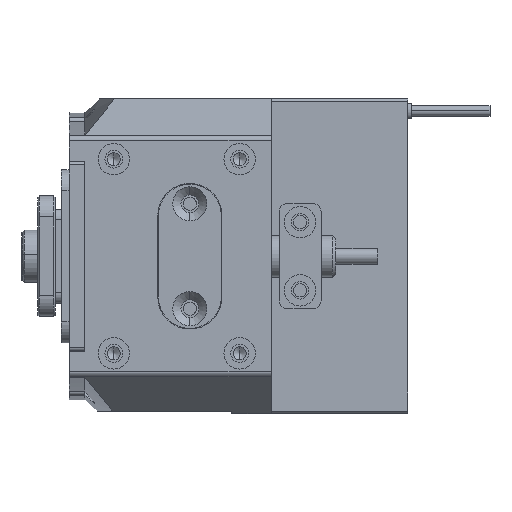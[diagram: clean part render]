
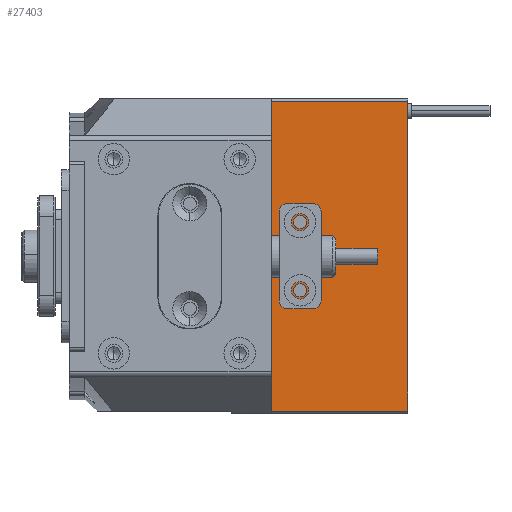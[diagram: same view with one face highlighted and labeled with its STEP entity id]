
A CAD part, left-side view. The second image highlights one B-rep face of the part: STEP entity #27403.
In plain terms, the highlighted planar face has unit normal (-1, 0, 0).
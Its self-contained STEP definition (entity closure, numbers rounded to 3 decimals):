
#1426 = CARTESIAN_POINT ( 'NONE',  ( -51., -37.5, -29.5 ) ) ;
#1907 = ORIENTED_EDGE ( 'NONE', *, *, #31944, .F. ) ;
#2655 = VERTEX_POINT ( 'NONE', #3178 ) ;
#3178 = CARTESIAN_POINT ( 'NONE',  ( -51., -11.5, -29.5 ) ) ;
#4528 = LINE ( 'NONE', #1426, #26695 ) ;
#5374 = CARTESIAN_POINT ( 'NONE',  ( -51., -17., 6.5 ) ) ;
#6589 = DIRECTION ( 'NONE',  ( 1., 0., 0. ) ) ;
#6610 = VERTEX_POINT ( 'NONE', #28700 ) ;
#7469 = EDGE_CURVE ( 'NONE', #35630, #2655, #28907, .T. ) ;
#7892 = VECTOR ( 'NONE', #42046, 1000. ) ;
#8328 = FACE_OUTER_BOUND ( 'NONE', #40826, .T. ) ;
#9788 = CIRCLE ( 'NONE', #30315, 1.25 ) ;
#10452 = EDGE_LOOP ( 'NONE', ( #1907, #32049 ) ) ;
#10926 = VERTEX_POINT ( 'NONE', #30701 ) ;
#12027 = ORIENTED_EDGE ( 'NONE', *, *, #7469, .T. ) ;
#12623 = AXIS2_PLACEMENT_3D ( 'NONE', #40447, #19390, #26054 ) ;
#13185 = VERTEX_POINT ( 'NONE', #31455 ) ;
#13685 = CARTESIAN_POINT ( 'NONE',  ( -51., -11.5, 29.5 ) ) ;
#13989 = FACE_BOUND ( 'NONE', #32792, .T. ) ;
#14955 = CARTESIAN_POINT ( 'NONE',  ( -51., -17., -7.75 ) ) ;
#15318 = ORIENTED_EDGE ( 'NONE', *, *, #17542, .F. ) ;
#16459 = VERTEX_POINT ( 'NONE', #14955 ) ;
#16622 = VERTEX_POINT ( 'NONE', #16655 ) ;
#16655 = CARTESIAN_POINT ( 'NONE',  ( -51., -17., -5.25 ) ) ;
#17542 = EDGE_CURVE ( 'NONE', #13185, #29739, #24514, .T. ) ;
#17546 = DIRECTION ( 'NONE',  ( 0., 0., 1. ) ) ;
#18026 = ORIENTED_EDGE ( 'NONE', *, *, #23784, .T. ) ;
#19081 = DIRECTION ( 'NONE',  ( 0., 0., 1. ) ) ;
#19233 = CARTESIAN_POINT ( 'NONE',  ( -51., -17., -6.5 ) ) ;
#19390 = DIRECTION ( 'NONE',  ( -1., 0., 0. ) ) ;
#19776 = AXIS2_PLACEMENT_3D ( 'NONE', #38913, #28325, #17546 ) ;
#23239 = CIRCLE ( 'NONE', #12623, 1.25 ) ;
#23784 = EDGE_CURVE ( 'NONE', #2655, #29739, #4528, .T. ) ;
#24514 = LINE ( 'NONE', #29117, #26799 ) ;
#26054 = DIRECTION ( 'NONE',  ( 0., 0., 1. ) ) ;
#26535 = DIRECTION ( 'NONE',  ( -1., 0., 0. ) ) ;
#26695 = VECTOR ( 'NONE', #41233, 1000. ) ;
#26799 = VECTOR ( 'NONE', #36553, 1000. ) ;
#27403 = ADVANCED_FACE ( 'NONE', ( #13989, #45761, #8328 ), #31982, .F. ) ;
#27420 = EDGE_CURVE ( 'NONE', #10926, #6610, #36140, .T. ) ;
#28325 = DIRECTION ( 'NONE',  ( -1., 0., 0. ) ) ;
#28655 = VECTOR ( 'NONE', #38139, 1000. ) ;
#28700 = CARTESIAN_POINT ( 'NONE',  ( -51., -17., 5.25 ) ) ;
#28907 = LINE ( 'NONE', #38996, #7892 ) ;
#29117 = CARTESIAN_POINT ( 'NONE',  ( -51., -37.5, 30. ) ) ;
#29138 = ORIENTED_EDGE ( 'NONE', *, *, #43729, .F. ) ;
#29710 = CARTESIAN_POINT ( 'NONE',  ( -51., -37.5, -29.5 ) ) ;
#29739 = VERTEX_POINT ( 'NONE', #29710 ) ;
#30315 = AXIS2_PLACEMENT_3D ( 'NONE', #5374, #45010, #33956 ) ;
#30701 = CARTESIAN_POINT ( 'NONE',  ( -51., -17., 7.75 ) ) ;
#31166 = ORIENTED_EDGE ( 'NONE', *, *, #42626, .T. ) ;
#31455 = CARTESIAN_POINT ( 'NONE',  ( -51., -37.5, 29.5 ) ) ;
#31944 = EDGE_CURVE ( 'NONE', #16622, #16459, #23239, .T. ) ;
#31982 = PLANE ( 'NONE',  #44958 ) ;
#32049 = ORIENTED_EDGE ( 'NONE', *, *, #44787, .F. ) ;
#32141 = CARTESIAN_POINT ( 'NONE',  ( -51., -37.5, 30. ) ) ;
#32792 = EDGE_LOOP ( 'NONE', ( #39162, #29138 ) ) ;
#33956 = DIRECTION ( 'NONE',  ( 0., 0., 1. ) ) ;
#35457 = DIRECTION ( 'NONE',  ( 0., 1., 0. ) ) ;
#35630 = VERTEX_POINT ( 'NONE', #13685 ) ;
#35784 = AXIS2_PLACEMENT_3D ( 'NONE', #19233, #26535, #19081 ) ;
#36140 = CIRCLE ( 'NONE', #19776, 1.25 ) ;
#36553 = DIRECTION ( 'NONE',  ( 0., 0., -1. ) ) ;
#38139 = DIRECTION ( 'NONE',  ( 0., 1., 0. ) ) ;
#38913 = CARTESIAN_POINT ( 'NONE',  ( -51., -17., 6.5 ) ) ;
#38996 = CARTESIAN_POINT ( 'NONE',  ( -51., -11.5, 30. ) ) ;
#39162 = ORIENTED_EDGE ( 'NONE', *, *, #27420, .F. ) ;
#40447 = CARTESIAN_POINT ( 'NONE',  ( -51., -17., -6.5 ) ) ;
#40826 = EDGE_LOOP ( 'NONE', ( #12027, #18026, #15318, #31166 ) ) ;
#41233 = DIRECTION ( 'NONE',  ( 0., -1., 0. ) ) ;
#42046 = DIRECTION ( 'NONE',  ( 0., 0., -1. ) ) ;
#42233 = LINE ( 'NONE', #45428, #28655 ) ;
#42626 = EDGE_CURVE ( 'NONE', #13185, #35630, #42233, .T. ) ;
#43729 = EDGE_CURVE ( 'NONE', #6610, #10926, #9788, .T. ) ;
#44787 = EDGE_CURVE ( 'NONE', #16459, #16622, #46043, .T. ) ;
#44958 = AXIS2_PLACEMENT_3D ( 'NONE', #32141, #6589, #35457 ) ;
#45010 = DIRECTION ( 'NONE',  ( -1., 0., 0. ) ) ;
#45428 = CARTESIAN_POINT ( 'NONE',  ( -51., -37.5, 29.5 ) ) ;
#45761 = FACE_BOUND ( 'NONE', #10452, .T. ) ;
#46043 = CIRCLE ( 'NONE', #35784, 1.25 ) ;
